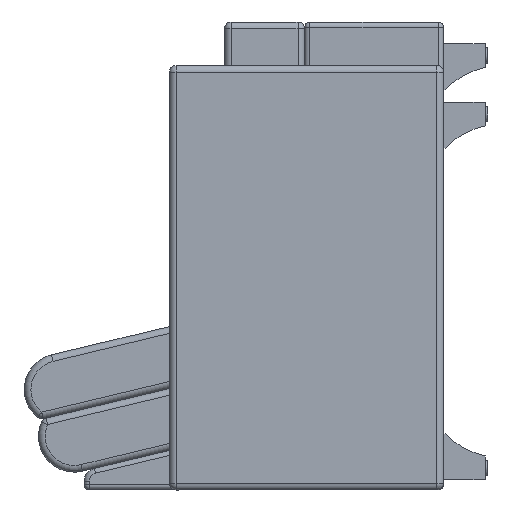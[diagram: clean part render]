
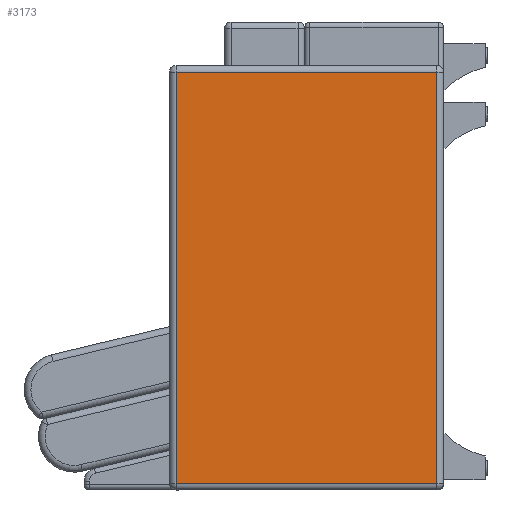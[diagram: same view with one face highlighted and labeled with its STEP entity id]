
A CAD part, left-side view. The second image highlights one B-rep face of the part: STEP entity #3173.
In plain terms, the highlighted face is planar.
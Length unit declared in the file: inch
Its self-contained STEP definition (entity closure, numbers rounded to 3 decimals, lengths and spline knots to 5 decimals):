
#171=PLANE('',#3766);
#421=LINE('',#5958,#632);
#429=LINE('',#5995,#640);
#431=LINE('',#6001,#642);
#432=LINE('',#6002,#643);
#632=VECTOR('',#4794,0.3937);
#640=VECTOR('',#4840,0.3937);
#642=VECTOR('',#4846,0.3937);
#643=VECTOR('',#4847,0.3937);
#960=FACE_OUTER_BOUND('',#1188,.T.);
#1188=EDGE_LOOP('',(#2902,#2903,#2904,#2905));
#1641=VERTEX_POINT('',#5955);
#1642=VERTEX_POINT('',#5957);
#1652=VERTEX_POINT('',#5994);
#1654=VERTEX_POINT('',#6000);
#2051=EDGE_CURVE('',#1641,#1642,#421,.T.);
#2070=EDGE_CURVE('',#1642,#1652,#429,.T.);
#2073=EDGE_CURVE('',#1654,#1641,#431,.T.);
#2074=EDGE_CURVE('',#1652,#1654,#432,.T.);
#2902=ORIENTED_EDGE('',*,*,#2051,.F.);
#2903=ORIENTED_EDGE('',*,*,#2073,.F.);
#2904=ORIENTED_EDGE('',*,*,#2074,.F.);
#2905=ORIENTED_EDGE('',*,*,#2070,.F.);
#3173=ADVANCED_FACE('',(#960),#171,.T.);
#3766=AXIS2_PLACEMENT_3D('',#5999,#4844,#4845);
#4794=DIRECTION('',(0.,0.,-1.));
#4840=DIRECTION('',(0.,-1.,0.));
#4844=DIRECTION('center_axis',(1.,0.,0.));
#4845=DIRECTION('ref_axis',(0.,0.,-1.));
#4846=DIRECTION('',(0.,1.,0.));
#4847=DIRECTION('',(0.,0.,1.));
#5955=CARTESIAN_POINT('',(2.5,10.05631,13.97163));
#5957=CARTESIAN_POINT('',(2.5,10.05631,-16.77268));
#5958=CARTESIAN_POINT('',(2.5,10.05631,-9.21161));
#5994=CARTESIAN_POINT('',(2.5,-9.44369,-16.77268));
#5995=CARTESIAN_POINT('',(2.5,-4.94369,-16.77268));
#5999=CARTESIAN_POINT('Origin',(2.5,0.05631,-1.40053));
#6000=CARTESIAN_POINT('',(2.5,-9.44369,13.97163));
#6001=CARTESIAN_POINT('',(2.5,5.05631,13.97163));
#6002=CARTESIAN_POINT('',(2.5,-9.44369,6.41055));
